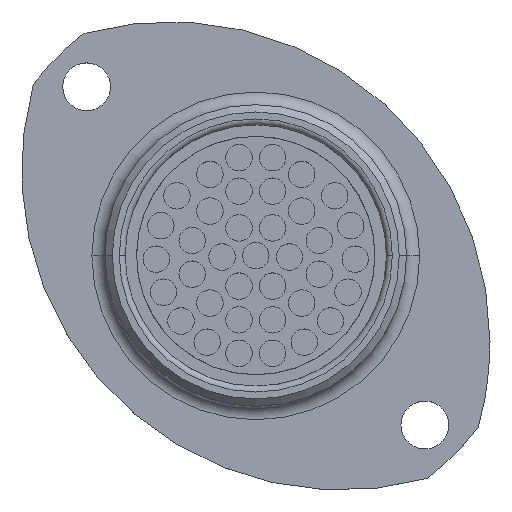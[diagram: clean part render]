
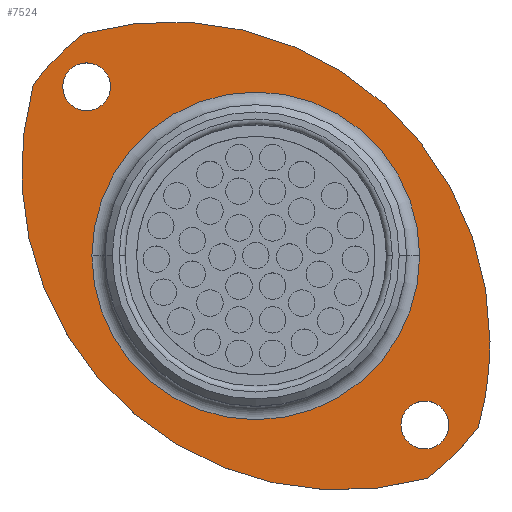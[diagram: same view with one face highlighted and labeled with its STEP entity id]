
A CAD part, top view. The second image highlights one B-rep face of the part: STEP entity #7524.
In plain terms, the highlighted planar face has unit normal (0, 0, 1).
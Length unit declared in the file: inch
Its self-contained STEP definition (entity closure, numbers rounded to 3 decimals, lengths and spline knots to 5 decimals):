
#7021 = CARTESIAN_POINT ( 'NONE',  ( -1.96053, 0.84923, 0.65053 ) ) ;
#7023 = CARTESIAN_POINT ( 'NONE',  ( -2.08848, 0.84923, 0.65053 ) ) ;
#7039 = CARTESIAN_POINT ( 'NONE',  ( -1.05577, -0.05553, 0.65053 ) ) ;
#7067 = CARTESIAN_POINT ( 'NONE',  ( -0.9455, 0.16718, 0.65053 ) ) ;
#7085 = CARTESIAN_POINT ( 'NONE',  ( -1.18372, -0.05553, 0.65053 ) ) ;
#7109 = CARTESIAN_POINT ( 'NONE',  ( -0.97694, -0.06273, 0.65053 ) ) ;
#7524 = ADVANCED_FACE ( 'NONE', ( #16366, #16349, #16369, #16371 ), #16365, .F. ) ;
#10258 = EDGE_LOOP ( 'NONE', ( #45917, #45919 ) ) ;
#10265 = EDGE_LOOP ( 'NONE', ( #45923, #45925 ) ) ;
#10467 = EDGE_LOOP ( 'NONE', ( #45921, #45922 ) ) ;
#10476 = EDGE_LOOP ( 'NONE', ( #45927, #45929, #45930, #45931, #45933 ) ) ;
#14766 = AXIS2_PLACEMENT_3D ( 'NONE', #16381, #16382, #16383 ) ;
#16349 = FACE_BOUND ( 'NONE', #10467, .T. ) ;
#16365 = PLANE ( 'NONE',  #14766 ) ;
#16366 = FACE_BOUND ( 'NONE', #10258, .T. ) ;
#16369 = FACE_BOUND ( 'NONE', #10265, .T. ) ;
#16371 = FACE_OUTER_BOUND ( 'NONE', #10476, .T. ) ;
#16381 = CARTESIAN_POINT ( 'NONE',  ( -1.57213, 1.14881, 0.65053 ) ) ;
#16382 = DIRECTION ( 'NONE',  ( 0., 0., -1. ) ) ;
#16383 = DIRECTION ( 'NONE',  ( -1., 0., 0. ) ) ;
#27685 = EDGE_CURVE ( 'NONE', #56386, #56315, #30339, .T. ) ;
#27686 = EDGE_CURVE ( 'NONE', #56245, #56254, #30341, .T. ) ;
#27691 = EDGE_CURVE ( 'NONE', #56347, #56271, #30346, .T. ) ;
#27958 = EDGE_CURVE ( 'NONE', #46590, #46580, #36667, .T. ) ;
#30339 = CIRCLE ( 'NONE', #30343, 0.8563 ) ;
#30341 = CIRCLE ( 'NONE', #30345, 0.06398 ) ;
#30343 = AXIS2_PLACEMENT_3D ( 'NONE', #31433, #31434, #31435 ) ;
#30345 = AXIS2_PLACEMENT_3D ( 'NONE', #31436, #31437, #31438 ) ;
#30346 = CIRCLE ( 'NONE', #30350, 0.06398 ) ;
#30350 = AXIS2_PLACEMENT_3D ( 'NONE', #31444, #31445, #31446 ) ;
#31433 = CARTESIAN_POINT ( 'NONE',  ( -1.8018, 0.16718, 0.65053 ) ) ;
#31434 = DIRECTION ( 'NONE',  ( 0., 0., 1. ) ) ;
#31435 = DIRECTION ( 'NONE',  ( 1., 0., 0. ) ) ;
#31436 = CARTESIAN_POINT ( 'NONE',  ( -2.02451, 0.84923, 0.65053 ) ) ;
#31437 = DIRECTION ( 'NONE',  ( 0., 0., 1. ) ) ;
#31438 = DIRECTION ( 'NONE',  ( 1., 0., 0. ) ) ;
#31444 = CARTESIAN_POINT ( 'NONE',  ( -1.11974, -0.05553, 0.65053 ) ) ;
#31445 = DIRECTION ( 'NONE',  ( 0., 0., 1. ) ) ;
#31446 = DIRECTION ( 'NONE',  ( 1., 0., 0. ) ) ;
#36149 = CARTESIAN_POINT ( 'NONE',  ( -1.57213, 0.39685, 0.65053 ) ) ;
#36150 = DIRECTION ( 'NONE',  ( 0., 0., -1. ) ) ;
#36151 = DIRECTION ( 'NONE',  ( -1., 0., 0. ) ) ;
#36667 = CIRCLE ( 'NONE', #36671, 0.43839 ) ;
#36671 = AXIS2_PLACEMENT_3D ( 'NONE', #36149, #36150, #36151 ) ;
#40117 = CIRCLE ( 'NONE', #40120, 0.75197 ) ;
#40118 = CIRCLE ( 'NONE', #40125, 0.43839 ) ;
#40119 = CIRCLE ( 'NONE', #40122, 0.75197 ) ;
#40120 = AXIS2_PLACEMENT_3D ( 'NONE', #43999, #44000, #44001 ) ;
#40122 = AXIS2_PLACEMENT_3D ( 'NONE', #44002, #44003, #44004 ) ;
#40124 = CIRCLE ( 'NONE', #40127, 0.06398 ) ;
#40125 = AXIS2_PLACEMENT_3D ( 'NONE', #44006, #44007, #44008 ) ;
#40126 = CIRCLE ( 'NONE', #40129, 0.06398 ) ;
#40127 = AXIS2_PLACEMENT_3D ( 'NONE', #44009, #44010, #44011 ) ;
#40128 = CIRCLE ( 'NONE', #40131, 0.8563 ) ;
#40129 = AXIS2_PLACEMENT_3D ( 'NONE', #44012, #44013, #44014 ) ;
#40130 = CIRCLE ( 'NONE', #40133, 0.8563 ) ;
#40131 = AXIS2_PLACEMENT_3D ( 'NONE', #44015, #44016, #44017 ) ;
#40133 = AXIS2_PLACEMENT_3D ( 'NONE', #44018, #44019, #44020 ) ;
#42097 = CARTESIAN_POINT ( 'NONE',  ( -2.16732, 0.85642, 0.65053 ) ) ;
#42099 = CARTESIAN_POINT ( 'NONE',  ( -1.11255, -0.19834, 0.65053 ) ) ;
#42102 = CARTESIAN_POINT ( 'NONE',  ( -2.0317, 0.99204, 0.65053 ) ) ;
#42784 = VERTEX_POINT ( 'NONE', #42097 ) ;
#42786 = VERTEX_POINT ( 'NONE', #42099 ) ;
#42789 = VERTEX_POINT ( 'NONE', #42102 ) ;
#43332 = CARTESIAN_POINT ( 'NONE',  ( -2.01051, 0.39685, 0.65053 ) ) ;
#43352 = CARTESIAN_POINT ( 'NONE',  ( -1.13374, 0.39685, 0.65053 ) ) ;
#43999 = CARTESIAN_POINT ( 'NONE',  ( -1.57213, 0.39685, 0.65053 ) ) ;
#44000 = DIRECTION ( 'NONE',  ( 0., 0., -1. ) ) ;
#44001 = DIRECTION ( 'NONE',  ( -1., 0., 0. ) ) ;
#44002 = CARTESIAN_POINT ( 'NONE',  ( -1.57213, 0.39685, 0.65053 ) ) ;
#44003 = DIRECTION ( 'NONE',  ( 0., 0., -1. ) ) ;
#44004 = DIRECTION ( 'NONE',  ( -1., 0., 0. ) ) ;
#44006 = CARTESIAN_POINT ( 'NONE',  ( -1.57213, 0.39685, 0.65053 ) ) ;
#44007 = DIRECTION ( 'NONE',  ( 0., 0., -1. ) ) ;
#44008 = DIRECTION ( 'NONE',  ( -1., 0., 0. ) ) ;
#44009 = CARTESIAN_POINT ( 'NONE',  ( -2.02451, 0.84923, 0.65053 ) ) ;
#44010 = DIRECTION ( 'NONE',  ( 0., 0., 1. ) ) ;
#44011 = DIRECTION ( 'NONE',  ( 1., 0., 0. ) ) ;
#44012 = CARTESIAN_POINT ( 'NONE',  ( -1.11974, -0.05553, 0.65053 ) ) ;
#44013 = DIRECTION ( 'NONE',  ( 0., 0., 1. ) ) ;
#44014 = DIRECTION ( 'NONE',  ( 1., 0., 0. ) ) ;
#44015 = CARTESIAN_POINT ( 'NONE',  ( -1.8018, 0.16718, 0.65053 ) ) ;
#44016 = DIRECTION ( 'NONE',  ( 0., 0., 1. ) ) ;
#44017 = DIRECTION ( 'NONE',  ( 1., 0., 0. ) ) ;
#44018 = CARTESIAN_POINT ( 'NONE',  ( -1.34246, 0.62652, 0.65053 ) ) ;
#44019 = DIRECTION ( 'NONE',  ( 0., 0., 1. ) ) ;
#44020 = DIRECTION ( 'NONE',  ( 1., 0., 0. ) ) ;
#45917 = ORIENTED_EDGE ( 'NONE', *, *, #46759, .T. ) ;
#45919 = ORIENTED_EDGE ( 'NONE', *, *, #27958, .T. ) ;
#45921 = ORIENTED_EDGE ( 'NONE', *, *, #46760, .F. ) ;
#45922 = ORIENTED_EDGE ( 'NONE', *, *, #27686, .F. ) ;
#45923 = ORIENTED_EDGE ( 'NONE', *, *, #46761, .F. ) ;
#45925 = ORIENTED_EDGE ( 'NONE', *, *, #27691, .F. ) ;
#45927 = ORIENTED_EDGE ( 'NONE', *, *, #27685, .T. ) ;
#45929 = ORIENTED_EDGE ( 'NONE', *, *, #46762, .T. ) ;
#45930 = ORIENTED_EDGE ( 'NONE', *, *, #46756, .F. ) ;
#45931 = ORIENTED_EDGE ( 'NONE', *, *, #46763, .T. ) ;
#45933 = ORIENTED_EDGE ( 'NONE', *, *, #46757, .F. ) ;
#46580 = VERTEX_POINT ( 'NONE', #43332 ) ;
#46590 = VERTEX_POINT ( 'NONE', #43352 ) ;
#46756 = EDGE_CURVE ( 'NONE', #42784, #42789, #40117, .T. ) ;
#46757 = EDGE_CURVE ( 'NONE', #56386, #42786, #40119, .T. ) ;
#46759 = EDGE_CURVE ( 'NONE', #46580, #46590, #40118, .T. ) ;
#46760 = EDGE_CURVE ( 'NONE', #56254, #56245, #40124, .T. ) ;
#46761 = EDGE_CURVE ( 'NONE', #56271, #56347, #40126, .T. ) ;
#46762 = EDGE_CURVE ( 'NONE', #56315, #42789, #40128, .T. ) ;
#46763 = EDGE_CURVE ( 'NONE', #42784, #42786, #40130, .T. ) ;
#56245 = VERTEX_POINT ( 'NONE', #7023 ) ;
#56254 = VERTEX_POINT ( 'NONE', #7021 ) ;
#56271 = VERTEX_POINT ( 'NONE', #7039 ) ;
#56315 = VERTEX_POINT ( 'NONE', #7067 ) ;
#56347 = VERTEX_POINT ( 'NONE', #7085 ) ;
#56386 = VERTEX_POINT ( 'NONE', #7109 ) ;
